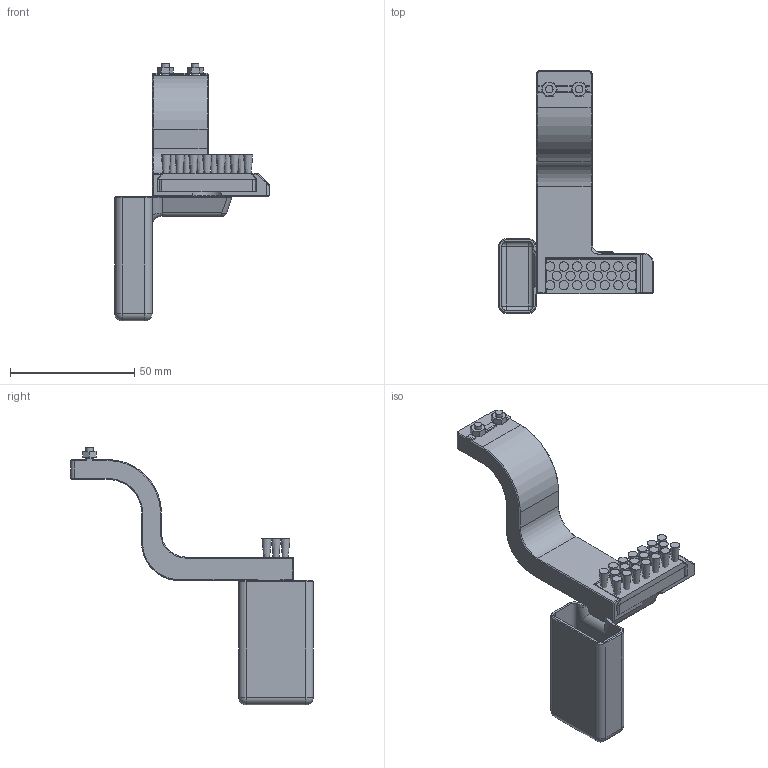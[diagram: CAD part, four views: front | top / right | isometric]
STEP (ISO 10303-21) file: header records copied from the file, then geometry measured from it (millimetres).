
FILE_DESCRIPTION(/* description */ (''),/* implementation_level */ '2;1');
FILE_NAME(/* name */ 'Dishwasher_Assy v4.step',/* time_stamp */ '2021-10-17T18:52:54-04:00',/* author */ (''),/* organization */ (''),/* preprocessor_version */ 'ST-DEVELOPER v18.1',/* originating_system */ 'Autodesk Translation Framework v10.10.0.1391',/* authorisation */ '');
FILE_SCHEMA (('AUTOMOTIVE_DESIGN { 1 0 10303 214 3 1 1 }'));
Length unit declared in the file: millimetre
Products named in the file (29): Dishwasher_Assy; Dishwasher_Brush_Holder; Dishwasher_Brush; Component2; Component22; Component20; Component21; Component3; Component5; Component8; Component9; Component13; Component11; Component14; Component16; Component17; Component18; Component19; Component15; Component10; Component12; Component7; Component4; Component6; Dishwasher_Bucket; Dishwasher_Hardware; Magnet_6x3; M3x10_SHCS; M3_Nut
Assembly tree (35 placements, depth 4):
  Dishwasher_Assy
    Dishwasher_Brush_Holder
    Dishwasher_Brush
      Component2
        Component22
        Component20
        Component21
        Component3
        Component5
        Component8
        Component9
        Component13
        Component11
        Component14
        Component16
        Component17
        Component18
        Component19
        Component15
        Component10
        Component12
        Component7
        Component4
        Component6
    Dishwasher_Bucket
    Dishwasher_Hardware
      Magnet_6x3  x6
      M3x10_SHCS  x2
      M3_Nut  x2
Bounding box: 62.1 x 97.52 x 103.61 mm (x, y, z)
Volume: 36006.7 mm3; surface area: 26012.3 mm2
Topology: 34 solids, 34 shells, 449 faces, 929 edges, 562 vertices
Faces by surface type: plane 219, cone 94, cylinder 81, bspline 31, torus 14, sphere 10
Full cylindrical faces by diameter (mm): 2.459 x2, 3 x2, 3.5 x2, 5.5 x2, 6 x6, 6.5 x2
Entity records: 11910 total; most frequent: CARTESIAN_POINT 2726, DIRECTION 1842, ORIENTED_EDGE 1642, EDGE_CURVE 821, AXIS2_PLACEMENT_3D 684, VERTEX_POINT 500, LINE 474, VECTOR 474
